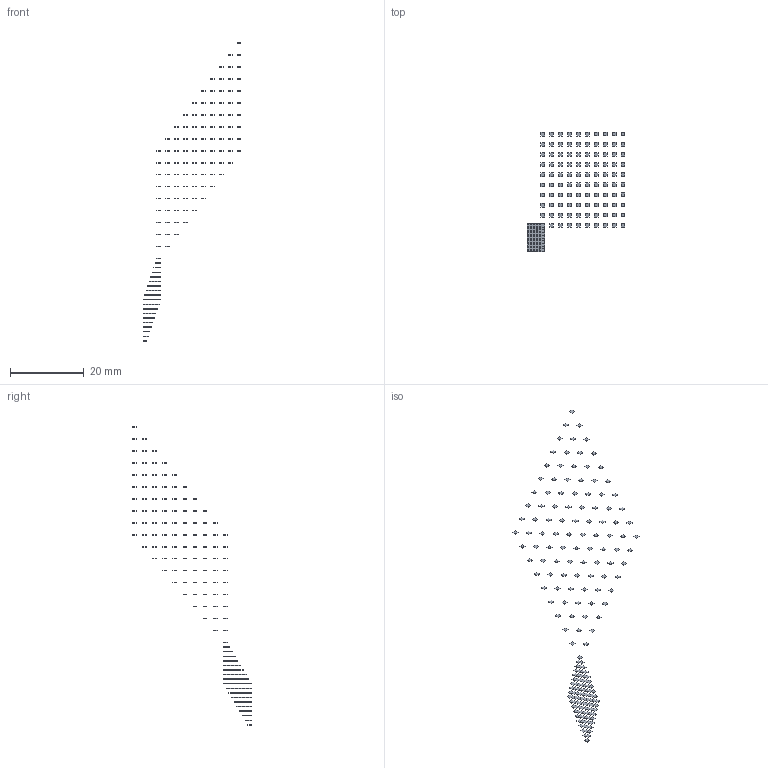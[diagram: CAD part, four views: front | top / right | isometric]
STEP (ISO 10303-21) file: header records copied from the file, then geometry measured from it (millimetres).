
FILE_DESCRIPTION(('Open CASCADE Model'),'2;1');
FILE_NAME('Open CASCADE Shape Model','2024-05-24T02:17:13',('Author'),( 'Open CASCADE'),'Open CASCADE STEP processor 7.7','Open CASCADE 7.7' ,'Unknown');
FILE_SCHEMA(('AUTOMOTIVE_DESIGN { 1 0 10303 214 1 1 1 1 }'));
Length unit declared in the file: millimetre
Products named in the file (119): Open CASCADE STEP translator 7.7 40; Open CASCADE STEP translator 7.7 40.1; Open CASCADE STEP translator 7.7 40.2; Open CASCADE STEP translator 7.7 40.3; Open CASCADE STEP translator 7.7 40.4; Open CASCADE STEP translator 7.7 40.5; Open CASCADE STEP translator 7.7 40.6; Open CASCADE STEP translator 7.7 40.7; Open CASCADE STEP translator 7.7 40.8; Open CASCADE STEP translator 7.7 40.9; Open CASCADE STEP translator 7.7 40.10; Open CASCADE STEP translator 7.7 40.11; Open CASCADE STEP translator 7.7 40.12; Open CASCADE STEP translator 7.7 40.13; Open CASCADE STEP translator 7.7 40.14; Open CASCADE STEP translator 7.7 40.15; Open CASCADE STEP translator 7.7 40.16; Open CASCADE STEP translator 7.7 40.17; Open CASCADE STEP translator 7.7 40.18; Open CASCADE STEP translator 7.7 40.19; Open CASCADE STEP translator 7.7 40.20; Open CASCADE STEP translator 7.7 40.21; Open CASCADE STEP translator 7.7 40.22; Open CASCADE STEP translator 7.7 40.23; Open CASCADE STEP translator 7.7 40.24; Open CASCADE STEP translator 7.7 40.25; Open CASCADE STEP translator 7.7 40.26; Open CASCADE STEP translator 7.7 40.27; Open CASCADE STEP translator 7.7 40.28; Open CASCADE STEP translator 7.7 40.29; Open CASCADE STEP translator 7.7 40.30; Open CASCADE STEP translator 7.7 40.31; Open CASCADE STEP translator 7.7 40.32; Open CASCADE STEP translator 7.7 40.33; Open CASCADE STEP translator 7.7 40.34; Open CASCADE STEP translator 7.7 40.35; Open CASCADE STEP translator 7.7 40.36; Open CASCADE STEP translator 7.7 40.37; Open CASCADE STEP translator 7.7 40.38; Open CASCADE STEP translator 7.7 40.39 ...
Assembly tree (118 placements, depth 2):
  Open CASCADE STEP translator 7.7 40
    Open CASCADE STEP translator 7.7 40.1
    Open CASCADE STEP translator 7.7 40.2
    Open CASCADE STEP translator 7.7 40.3
    Open CASCADE STEP translator 7.7 40.4
    Open CASCADE STEP translator 7.7 40.5
    Open CASCADE STEP translator 7.7 40.6
    Open CASCADE STEP translator 7.7 40.7
    Open CASCADE STEP translator 7.7 40.8
    Open CASCADE STEP translator 7.7 40.9
    Open CASCADE STEP translator 7.7 40.10
    Open CASCADE STEP translator 7.7 40.11
    Open CASCADE STEP translator 7.7 40.12
    Open CASCADE STEP translator 7.7 40.13
    Open CASCADE STEP translator 7.7 40.14
    Open CASCADE STEP translator 7.7 40.15
    Open CASCADE STEP translator 7.7 40.16
    Open CASCADE STEP translator 7.7 40.17
    Open CASCADE STEP translator 7.7 40.18
    Open CASCADE STEP translator 7.7 40.19
    Open CASCADE STEP translator 7.7 40.20
    Open CASCADE STEP translator 7.7 40.21
    Open CASCADE STEP translator 7.7 40.22
    Open CASCADE STEP translator 7.7 40.23
    Open CASCADE STEP translator 7.7 40.24
    Open CASCADE STEP translator 7.7 40.25
    Open CASCADE STEP translator 7.7 40.26
    Open CASCADE STEP translator 7.7 40.27
    Open CASCADE STEP translator 7.7 40.28
    Open CASCADE STEP translator 7.7 40.29
    Open CASCADE STEP translator 7.7 40.30
    Open CASCADE STEP translator 7.7 40.31
    Open CASCADE STEP translator 7.7 40.32
    Open CASCADE STEP translator 7.7 40.33
    Open CASCADE STEP translator 7.7 40.34
    Open CASCADE STEP translator 7.7 40.35
    Open CASCADE STEP translator 7.7 40.36
    Open CASCADE STEP translator 7.7 40.37
    Open CASCADE STEP translator 7.7 40.38
    Open CASCADE STEP translator 7.7 40.39
    Open CASCADE STEP translator 7.7 40.40
    Open CASCADE STEP translator 7.7 40.41
    Open CASCADE STEP translator 7.7 40.42
    Open CASCADE STEP translator 7.7 40.43
    Open CASCADE STEP translator 7.7 40.44
    Open CASCADE STEP translator 7.7 40.45
    Open CASCADE STEP translator 7.7 40.46
    Open CASCADE STEP translator 7.7 40.47
    Open CASCADE STEP translator 7.7 40.48
    Open CASCADE STEP translator 7.7 40.49
    Open CASCADE STEP translator 7.7 40.50
    Open CASCADE STEP translator 7.7 40.51
    Open CASCADE STEP translator 7.7 40.52
    Open CASCADE STEP translator 7.7 40.53
    Open CASCADE STEP translator 7.7 40.54
    Open CASCADE STEP translator 7.7 40.55
    Open CASCADE STEP translator 7.7 40.56
    Open CASCADE STEP translator 7.7 40.57
    Open CASCADE STEP translator 7.7 40.58
    Open CASCADE STEP translator 7.7 40.59
Bounding box: 26.46 x 32.18 x 80.6 mm (x, y, z)
Volume: 18.6 mm3; surface area: 438.3 mm2
Topology: 118 solids, 118 shells, 1032 faces, 2388 edges, 1592 vertices
Faces by surface type: plane 1032
Entity records: 61252 total; most frequent: CARTESIAN_POINT 10231, DIRECTION 9142, LINE 6840, VECTOR 6840, ORIENTED_EDGE 4776, PCURVE 4776, DEFINITIONAL_REPRESENTATION 4776, EDGE_CURVE 2388
